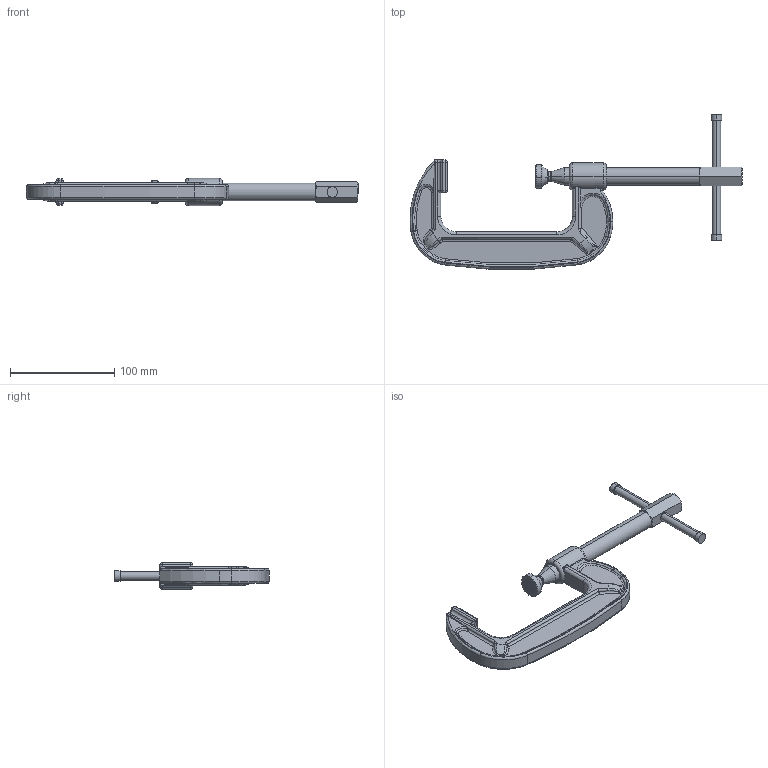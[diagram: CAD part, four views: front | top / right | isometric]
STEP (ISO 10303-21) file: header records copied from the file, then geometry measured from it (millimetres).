
FILE_DESCRIPTION (( 'STEP AP203' ), '1' );
FILE_NAME ('GH-M100.STEP', '2012-04-06T09:02:45', ( 'user' ), ( '' ), 'SwSTEP 2.0', 'SolidWorks 2008', '' );
FILE_SCHEMA (( 'CONFIG_CONTROL_DESIGN' ));
Length unit declared in the file: millimetre
Products named in the file (5): 4m10059_預設; m10001_預設; GH-M100; 4m10013_預設; 4m10070_預設
Assembly tree (4 placements, depth 2):
  GH-M100
    4m10059_預設
    4m10013_預設
    4m10070_預設
    m10001_預設
Bounding box: 317.82 x 147.77 x 26 mm (x, y, z)
Volume: 181692.8 mm3; surface area: 49341.3 mm2
Topology: 4 solids, 4 shells, 267 faces, 617 edges, 347 vertices
Faces by surface type: cylinder 86, torus 85, plane 42, bspline 33, sphere 11, cone 10
Entity records: 9655 total; most frequent: CARTESIAN_POINT 3350, DIRECTION 1306, ORIENTED_EDGE 1186, EDGE_CURVE 593, AXIS2_PLACEMENT_3D 576, VERTEX_POINT 344, CIRCLE 335, EDGE_LOOP 281
